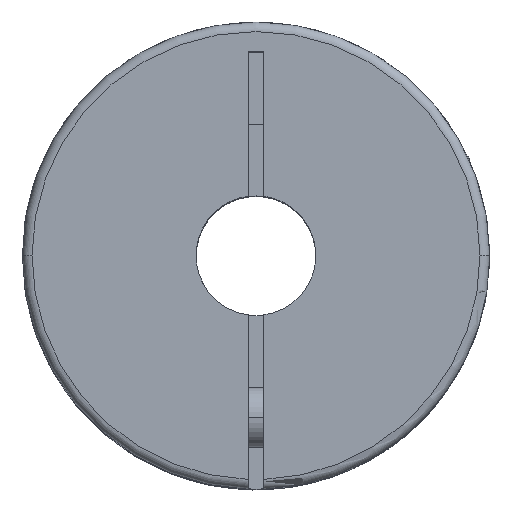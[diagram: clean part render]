
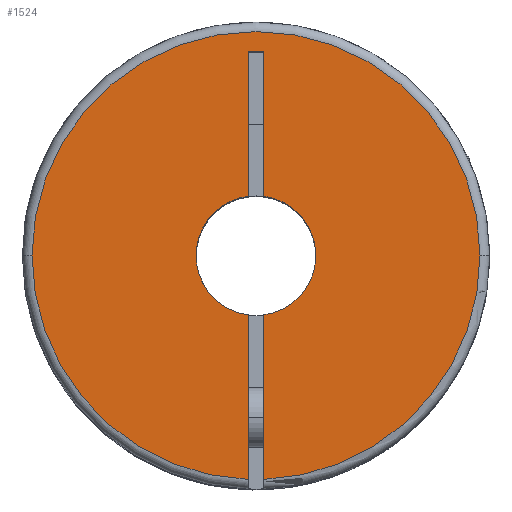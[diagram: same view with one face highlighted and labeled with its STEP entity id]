
A CAD part, top view. The second image highlights one B-rep face of the part: STEP entity #1524.
In plain terms, the highlighted planar face has unit normal (0, 0, 1).
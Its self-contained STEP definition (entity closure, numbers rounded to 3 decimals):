
#73 = VERTEX_POINT ( 'NONE', #3498 ) ;
#185 = VERTEX_POINT ( 'NONE', #2009 ) ;
#191 = EDGE_LOOP ( 'NONE', ( #1770, #1848, #1567, #3078, #2416, #3889, #2972, #1278, #2949, #2486, #1712 ) ) ;
#300 = CARTESIAN_POINT ( 'NONE',  ( 0., 0., 0. ) ) ;
#384 = CARTESIAN_POINT ( 'NONE',  ( 0., 0., 0. ) ) ;
#407 = CARTESIAN_POINT ( 'NONE',  ( 0.65, 17., 0. ) ) ;
#436 = DIRECTION ( 'NONE',  ( 0., 1., 0. ) ) ;
#456 = EDGE_CURVE ( 'NONE', #3346, #992, #900, .T. ) ;
#649 = EDGE_CURVE ( 'NONE', #185, #992, #1051, .T. ) ;
#698 = EDGE_CURVE ( 'NONE', #3346, #3209, #1133, .T. ) ;
#749 = CIRCLE ( 'NONE', #1079, 18.7 ) ;
#769 = DIRECTION ( 'NONE',  ( -1., 0., 0. ) ) ;
#831 = DIRECTION ( 'NONE',  ( 0., -1., 0. ) ) ;
#839 = VECTOR ( 'NONE', #1937, 1000. ) ;
#865 = VERTEX_POINT ( 'NONE', #1669 ) ;
#900 = CIRCLE ( 'NONE', #2856, 5. ) ;
#992 = VERTEX_POINT ( 'NONE', #3954 ) ;
#1019 = CARTESIAN_POINT ( 'NONE',  ( -5., 0., 0. ) ) ;
#1051 = LINE ( 'NONE', #3219, #3052 ) ;
#1079 = AXIS2_PLACEMENT_3D ( 'NONE', #3505, #2878, #3848 ) ;
#1097 = VECTOR ( 'NONE', #1776, 1000. ) ;
#1133 = LINE ( 'NONE', #2124, #1097 ) ;
#1278 = ORIENTED_EDGE ( 'NONE', *, *, #456, .T. ) ;
#1319 = CARTESIAN_POINT ( 'NONE',  ( -0.65, 17., 0. ) ) ;
#1360 = CIRCLE ( 'NONE', #2076, 5. ) ;
#1362 = EDGE_CURVE ( 'NONE', #2762, #3237, #749, .T. ) ;
#1524 = ADVANCED_FACE ( 'NONE', ( #2343 ), #2735, .F. ) ;
#1567 = ORIENTED_EDGE ( 'NONE', *, *, #3610, .T. ) ;
#1610 = DIRECTION ( 'NONE',  ( -1., 0., 0. ) ) ;
#1669 = CARTESIAN_POINT ( 'NONE',  ( 18.7, 0., 0. ) ) ;
#1712 = ORIENTED_EDGE ( 'NONE', *, *, #2743, .F. ) ;
#1742 = CARTESIAN_POINT ( 'NONE',  ( -0.65, 4.958, 0. ) ) ;
#1770 = ORIENTED_EDGE ( 'NONE', *, *, #1362, .F. ) ;
#1776 = DIRECTION ( 'NONE',  ( 0., 1., 0. ) ) ;
#1802 = EDGE_CURVE ( 'NONE', #2586, #2035, #2213, .T. ) ;
#1814 = AXIS2_PLACEMENT_3D ( 'NONE', #2182, #3427, #3195 ) ;
#1848 = ORIENTED_EDGE ( 'NONE', *, *, #3617, .F. ) ;
#1927 = DIRECTION ( 'NONE',  ( -1., 0., 0. ) ) ;
#1937 = DIRECTION ( 'NONE',  ( 0., -1., 0. ) ) ;
#2009 = CARTESIAN_POINT ( 'NONE',  ( 0.65, -18.689, 0. ) ) ;
#2035 = VERTEX_POINT ( 'NONE', #1742 ) ;
#2076 = AXIS2_PLACEMENT_3D ( 'NONE', #2237, #3847, #1610 ) ;
#2113 = DIRECTION ( 'NONE',  ( 0., 0., -1. ) ) ;
#2124 = CARTESIAN_POINT ( 'NONE',  ( 0.65, -19.5, 0. ) ) ;
#2182 = CARTESIAN_POINT ( 'NONE',  ( 0., 0., 0. ) ) ;
#2190 = AXIS2_PLACEMENT_3D ( 'NONE', #2305, #2354, #3633 ) ;
#2213 = LINE ( 'NONE', #1319, #3549 ) ;
#2237 = CARTESIAN_POINT ( 'NONE',  ( 0., 0., 0. ) ) ;
#2240 = EDGE_CURVE ( 'NONE', #3670, #2035, #3948, .T. ) ;
#2243 = CARTESIAN_POINT ( 'NONE',  ( 0.65, 17., 0. ) ) ;
#2305 = CARTESIAN_POINT ( 'NONE',  ( 0., 0., 0. ) ) ;
#2343 = FACE_OUTER_BOUND ( 'NONE', #191, .T. ) ;
#2354 = DIRECTION ( 'NONE',  ( 0., 0., -1. ) ) ;
#2416 = ORIENTED_EDGE ( 'NONE', *, *, #1802, .F. ) ;
#2486 = ORIENTED_EDGE ( 'NONE', *, *, #3929, .F. ) ;
#2501 = DIRECTION ( 'NONE',  ( 0., 0., -1. ) ) ;
#2566 = LINE ( 'NONE', #3479, #839 ) ;
#2586 = VERTEX_POINT ( 'NONE', #3057 ) ;
#2640 = DIRECTION ( 'NONE',  ( -1., 0., 0. ) ) ;
#2719 = CARTESIAN_POINT ( 'NONE',  ( 0.65, 4.958, 0. ) ) ;
#2735 = PLANE ( 'NONE',  #2775 ) ;
#2743 = EDGE_CURVE ( 'NONE', #3237, #865, #4011, .T. ) ;
#2762 = VERTEX_POINT ( 'NONE', #3594 ) ;
#2775 = AXIS2_PLACEMENT_3D ( 'NONE', #3621, #2113, #831 ) ;
#2788 = DIRECTION ( 'NONE',  ( 0., 0., -1. ) ) ;
#2856 = AXIS2_PLACEMENT_3D ( 'NONE', #384, #2788, #1927 ) ;
#2878 = DIRECTION ( 'NONE',  ( 0., 0., -1. ) ) ;
#2939 = CARTESIAN_POINT ( 'NONE',  ( -18.7, 0., 0. ) ) ;
#2949 = ORIENTED_EDGE ( 'NONE', *, *, #649, .F. ) ;
#2972 = ORIENTED_EDGE ( 'NONE', *, *, #698, .F. ) ;
#3052 = VECTOR ( 'NONE', #436, 1000. ) ;
#3057 = CARTESIAN_POINT ( 'NONE',  ( -0.65, 17., 0. ) ) ;
#3078 = ORIENTED_EDGE ( 'NONE', *, *, #2240, .T. ) ;
#3195 = DIRECTION ( 'NONE',  ( -1., 0., 0. ) ) ;
#3209 = VERTEX_POINT ( 'NONE', #2243 ) ;
#3219 = CARTESIAN_POINT ( 'NONE',  ( 0.65, -19.5, 0. ) ) ;
#3237 = VERTEX_POINT ( 'NONE', #2939 ) ;
#3346 = VERTEX_POINT ( 'NONE', #2719 ) ;
#3427 = DIRECTION ( 'NONE',  ( 0., 0., -1. ) ) ;
#3479 = CARTESIAN_POINT ( 'NONE',  ( -0.65, 17., 0. ) ) ;
#3498 = CARTESIAN_POINT ( 'NONE',  ( -0.65, -4.958, 0. ) ) ;
#3505 = CARTESIAN_POINT ( 'NONE',  ( 0., 0., 0. ) ) ;
#3519 = LINE ( 'NONE', #407, #3636 ) ;
#3549 = VECTOR ( 'NONE', #3820, 1000. ) ;
#3571 = CIRCLE ( 'NONE', #1814, 18.7 ) ;
#3594 = CARTESIAN_POINT ( 'NONE',  ( -0.65, -18.689, 0. ) ) ;
#3610 = EDGE_CURVE ( 'NONE', #73, #3670, #1360, .T. ) ;
#3617 = EDGE_CURVE ( 'NONE', #73, #2762, #2566, .T. ) ;
#3621 = CARTESIAN_POINT ( 'NONE',  ( 0., 0., 0. ) ) ;
#3633 = DIRECTION ( 'NONE',  ( -1., 0., 0. ) ) ;
#3636 = VECTOR ( 'NONE', #769, 1000. ) ;
#3663 = EDGE_CURVE ( 'NONE', #3209, #2586, #3519, .T. ) ;
#3670 = VERTEX_POINT ( 'NONE', #1019 ) ;
#3694 = AXIS2_PLACEMENT_3D ( 'NONE', #300, #2501, #2640 ) ;
#3820 = DIRECTION ( 'NONE',  ( 0., -1., 0. ) ) ;
#3847 = DIRECTION ( 'NONE',  ( 0., 0., -1. ) ) ;
#3848 = DIRECTION ( 'NONE',  ( -1., 0., 0. ) ) ;
#3889 = ORIENTED_EDGE ( 'NONE', *, *, #3663, .F. ) ;
#3929 = EDGE_CURVE ( 'NONE', #865, #185, #3571, .T. ) ;
#3948 = CIRCLE ( 'NONE', #2190, 5. ) ;
#3954 = CARTESIAN_POINT ( 'NONE',  ( 0.65, -4.958, 0. ) ) ;
#4011 = CIRCLE ( 'NONE', #3694, 18.7 ) ;
